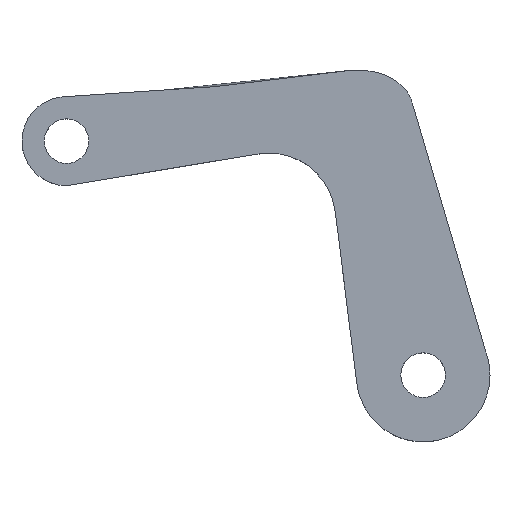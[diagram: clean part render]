
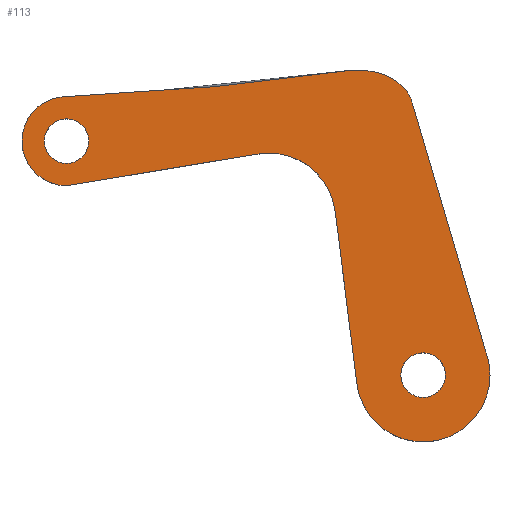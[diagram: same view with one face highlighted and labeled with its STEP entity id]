
A CAD part, top view. The second image highlights one B-rep face of the part: STEP entity #113.
In plain terms, the highlighted planar face has unit normal (0, 0, 1).
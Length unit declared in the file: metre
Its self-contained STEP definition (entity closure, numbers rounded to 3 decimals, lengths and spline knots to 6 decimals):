
#113=ADVANCED_FACE('',(#197,#198,#199),#200,.T.);
#197=FACE_OUTER_BOUND('',#8515,.T.);
#198=FACE_BOUND('',#8516,.T.);
#199=FACE_BOUND('',#8517,.T.);
#200=PLANE('',#8518);
#8515=EDGE_LOOP('',(#8780,#8781,#8782,#8783,#8784,#8785,#8786,#8787,#8788,#8789,#8790));
#8516=EDGE_LOOP('',(#8791,#8792));
#8517=EDGE_LOOP('',(#8793,#8794));
#8518=AXIS2_PLACEMENT_3D('',#8795,#8796,#8797);
#8780=ORIENTED_EDGE('',*,*,#8903,.F.);
#8781=ORIENTED_EDGE('',*,*,#8907,.F.);
#8782=ORIENTED_EDGE('',*,*,#8913,.F.);
#8783=ORIENTED_EDGE('',*,*,#8911,.F.);
#8784=ORIENTED_EDGE('',*,*,#8909,.F.);
#8785=ORIENTED_EDGE('',*,*,#8839,.F.);
#8786=ORIENTED_EDGE('',*,*,#8908,.F.);
#8787=ORIENTED_EDGE('',*,*,#8895,.F.);
#8788=ORIENTED_EDGE('',*,*,#8843,.F.);
#8789=ORIENTED_EDGE('',*,*,#8899,.F.);
#8790=ORIENTED_EDGE('',*,*,#8901,.F.);
#8791=ORIENTED_EDGE('',*,*,#8914,.F.);
#8792=ORIENTED_EDGE('',*,*,#8837,.F.);
#8793=ORIENTED_EDGE('',*,*,#8915,.F.);
#8794=ORIENTED_EDGE('',*,*,#8833,.F.);
#8795=CARTESIAN_POINT('',(0.219495,-0.043899,0.005));
#8796=DIRECTION('',(0.0,0.0,1.0));
#8797=DIRECTION('',(1.0,0.0,0.0));
#8833=EDGE_CURVE('',#8955,#8951,#8957,.T.);
#8837=EDGE_CURVE('',#8963,#8959,#8965,.T.);
#8839=EDGE_CURVE('',#8966,#8969,#8970,.T.);
#8843=EDGE_CURVE('',#8974,#8977,#8978,.T.);
#8895=EDGE_CURVE('',#8977,#9056,#9057,.T.);
#8899=EDGE_CURVE('',#9061,#8974,#9063,.T.);
#8901=EDGE_CURVE('',#9064,#9061,#9066,.T.);
#8903=EDGE_CURVE('',#9067,#9064,#9069,.T.);
#8907=EDGE_CURVE('',#9074,#9067,#9076,.T.);
#8908=EDGE_CURVE('',#9056,#8966,#9077,.T.);
#8909=EDGE_CURVE('',#8969,#9078,#9079,.T.);
#8911=EDGE_CURVE('',#9078,#9081,#9082,.T.);
#8913=EDGE_CURVE('',#9081,#9074,#9084,.T.);
#8914=EDGE_CURVE('',#8959,#8963,#9085,.T.);
#8915=EDGE_CURVE('',#8951,#8955,#9086,.T.);
#8951=VERTEX_POINT('',#9431);
#8955=VERTEX_POINT('',#9436);
#8957=CIRCLE('',#9439,0.02395);
#8959=VERTEX_POINT('',#9441);
#8963=VERTEX_POINT('',#9446);
#8965=CIRCLE('',#9449,0.02395);
#8966=VERTEX_POINT('',#9450);
#8969=VERTEX_POINT('',#9454);
#8970=CIRCLE('',#9455,0.071849);
#8974=VERTEX_POINT('',#9460);
#8977=VERTEX_POINT('',#9464);
#8978=CIRCLE('',#9465,0.071849);
#9056=VERTEX_POINT('',#9907);
#9057=LINE('',#9908,#9909);
#9061=VERTEX_POINT('',#9922);
#9063=CIRCLE('',#9929,0.071849);
#9064=VERTEX_POINT('',#9930);
#9066=B_SPLINE_CURVE_WITH_KNOTS('',3,(#9962,#9963,#9964,#9965,#9966,#9967,#9968,#9969,#9970),.UNSPECIFIED.,.F.,.F.,(4,3,2,4),(0.021865,0.021881,0.028093,0.032155),.UNSPECIFIED.);
#9067=VERTEX_POINT('',#9971);
#9069=B_SPLINE_CURVE_WITH_KNOTS('',3,(#10003,#10004,#10005,#10006,#10007,#10008,#10009,#10010,#10011,#10012),.UNSPECIFIED.,.F.,.F.,(4,2,2,2,4),(0.0,0.002771,0.005013,0.006475,0.007932),.UNSPECIFIED.);
#9074=VERTEX_POINT('',#10026);
#9076=B_SPLINE_CURVE_WITH_KNOTS('',3,(#10037,#10038,#10039,#10040,#10041,#10042),.UNSPECIFIED.,.F.,.F.,(4,2,4),(0.004809,0.017013,0.021807),.UNSPECIFIED.);
#9077=CIRCLE('',#10043,0.071849);
#9078=VERTEX_POINT('',#10044);
#9079=LINE('',#10045,#10046);
#9081=VERTEX_POINT('',#10049);
#9082=CIRCLE('',#10050,0.047899);
#9084=LINE('',#10053,#10054);
#9085=CIRCLE('',#10055,0.02395);
#9086=CIRCLE('',#10056,0.02395);
#9431=CARTESIAN_POINT('',(0.387142,-0.295369,0.005));
#9436=CARTESIAN_POINT('',(0.339243,-0.295369,0.005));
#9439=AXIS2_PLACEMENT_3D('',#10062,#10063,#10064);
#9441=CARTESIAN_POINT('',(0.00395,-0.043899,0.005));
#9446=CARTESIAN_POINT('',(-0.04395,-0.043899,0.005));
#9449=AXIS2_PLACEMENT_3D('',#10070,#10071,#10072);
#9450=CARTESIAN_POINT('',(0.239461,-0.070405,0.005));
#9454=CARTESIAN_POINT('',(0.185701,-0.057785,0.005));
#9455=AXIS2_PLACEMENT_3D('',#10074,#10075,#10076);
#9460=CARTESIAN_POINT('',(0.435041,-0.295369,0.005));
#9464=CARTESIAN_POINT('',(0.291904,-0.304326,0.005));
#9465=AXIS2_PLACEMENT_3D('',#10082,#10083,#10084);
#9907=CARTESIAN_POINT('',(0.26871,-0.119715,0.005));
#9908=CARTESIAN_POINT('',(0.275236,-0.171658,0.005));
#9909=VECTOR('',#10167,11.974767);
#9922=CARTESIAN_POINT('',(0.430152,-0.269319,0.005));
#9929=AXIS2_PLACEMENT_3D('',#10169,#10170,#10171);
#9930=CARTESIAN_POINT('',(0.351633,-0.003055,0.005));
#9962=CARTESIAN_POINT('',(0.341171,0.038876,0.005));
#9963=CARTESIAN_POINT('',(0.341205,0.038735,0.005));
#9964=CARTESIAN_POINT('',(0.341239,0.038595,0.005));
#9965=CARTESIAN_POINT('',(0.341273,0.038455,0.005));
#9966=CARTESIAN_POINT('',(0.353992,-0.014376,0.005));
#9967=CARTESIAN_POINT('',(0.370005,-0.073049,0.005));
#9968=CARTESIAN_POINT('',(0.402275,-0.181401,0.005));
#9969=CARTESIAN_POINT('',(0.416009,-0.225401,0.005));
#9970=CARTESIAN_POINT('',(0.430152,-0.269319,0.005));
#9971=CARTESIAN_POINT('',(0.282859,0.031915,0.005));
#10003=CARTESIAN_POINT('',(0.282859,0.031915,0.005));
#10004=CARTESIAN_POINT('',(0.293842,0.033228,0.005));
#10005=CARTESIAN_POINT('',(0.304919,0.032443,0.005));
#10006=CARTESIAN_POINT('',(0.323131,0.027336,0.005));
#10007=CARTESIAN_POINT('',(0.330433,0.023769,0.005));
#10008=CARTESIAN_POINT('',(0.340308,0.01609,0.005));
#10009=CARTESIAN_POINT('',(0.343578,0.012651,0.005));
#10010=CARTESIAN_POINT('',(0.348707,0.005161,0.005));
#10011=CARTESIAN_POINT('',(0.350551,0.00114,0.005));
#10012=CARTESIAN_POINT('',(0.351633,-0.003055,0.005));
#10026=CARTESIAN_POINT('',(0.138486,0.014566,0.005));
#10037=CARTESIAN_POINT('',(0.138486,0.014566,0.005));
#10038=CARTESIAN_POINT('',(0.187043,0.020432,0.005));
#10039=CARTESIAN_POINT('',(0.23575,0.026282,0.005));
#10040=CARTESIAN_POINT('',(0.303089,0.034334,0.005));
#10041=CARTESIAN_POINT('',(0.322121,0.036606,0.005));
#10042=CARTESIAN_POINT('',(0.341171,0.038876,0.005));
#10043=AXIS2_PLACEMENT_3D('',#10172,#10173,#10174);
#10044=CARTESIAN_POINT('',(-0.02,-0.091798,0.005));
#10045=CARTESIAN_POINT('',(0.100415,-0.071887,0.005));
#10046=VECTOR('',#10175,11.974767);
#10049=CARTESIAN_POINT('',(-0.02,0.004,0.005));
#10050=AXIS2_PLACEMENT_3D('',#10177,#10178,#10179);
#10053=CARTESIAN_POINT('',(0.188713,0.017914,0.005));
#10054=VECTOR('',#10181,11.974767);
#10055=AXIS2_PLACEMENT_3D('',#10182,#10183,#10184);
#10056=AXIS2_PLACEMENT_3D('',#10185,#10186,#10187);
#10062=CARTESIAN_POINT('',(0.363193,-0.295369,0.005));
#10063=DIRECTION('',(0.0,0.0,1.0));
#10064=DIRECTION('',(1.0,0.0,0.0));
#10070=CARTESIAN_POINT('',(-0.02,-0.043899,0.005));
#10071=DIRECTION('',(0.0,0.0,1.0));
#10072=DIRECTION('',(1.0,0.0,0.0));
#10074=CARTESIAN_POINT('',(0.197422,-0.128671,0.005));
#10075=DIRECTION('',(0.0,-0.0,1.0));
#10076=DIRECTION('',(0.585,0.811,0.0));
#10082=CARTESIAN_POINT('',(0.363193,-0.295369,0.005));
#10083=DIRECTION('',(-0.0,0.0,-1.0));
#10084=DIRECTION('',(-1.0,0.,0.0));
#10167=DIRECTION('',(-0.125,0.992,0.0));
#10169=CARTESIAN_POINT('',(0.363193,-0.295369,0.005));
#10170=DIRECTION('',(-0.0,0.0,-1.0));
#10171=DIRECTION('',(-1.0,0.,0.0));
#10172=CARTESIAN_POINT('',(0.197422,-0.128671,0.005));
#10173=DIRECTION('',(0.0,-0.0,1.0));
#10174=DIRECTION('',(0.585,0.811,0.0));
#10175=DIRECTION('',(-0.987,-0.163,0.0));
#10177=CARTESIAN_POINT('',(-0.02,-0.043899,0.005));
#10178=DIRECTION('',(0.0,0.0,-1.0));
#10179=DIRECTION('',(0.0,1.0,0.0));
#10181=DIRECTION('',(0.998,0.067,0.0));
#10182=CARTESIAN_POINT('',(-0.02,-0.043899,0.005));
#10183=DIRECTION('',(0.0,0.0,1.0));
#10184=DIRECTION('',(1.0,0.0,0.0));
#10185=CARTESIAN_POINT('',(0.363193,-0.295369,0.005));
#10186=DIRECTION('',(0.0,0.0,1.0));
#10187=DIRECTION('',(1.0,0.0,0.0));
